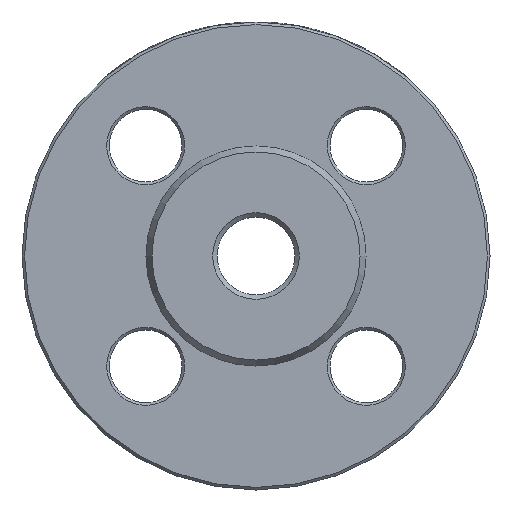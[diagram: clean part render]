
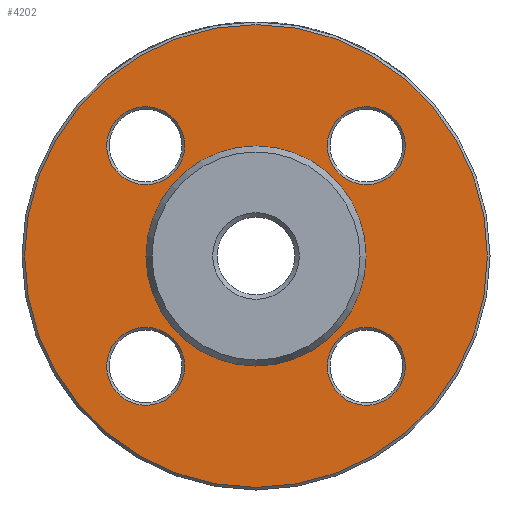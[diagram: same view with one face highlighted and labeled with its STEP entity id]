
A CAD part, left-side view. The second image highlights one B-rep face of the part: STEP entity #4202.
In plain terms, the highlighted planar face has unit normal (-1, 0, 0).
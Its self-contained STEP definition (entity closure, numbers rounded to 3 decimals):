
#132 = EDGE_LOOP ( 'NONE', ( #4096 ) ) ;
#143 = VERTEX_POINT ( 'NONE', #3807 ) ;
#177 = VERTEX_POINT ( 'NONE', #2984 ) ;
#253 = CARTESIAN_POINT ( 'NONE',  ( 2., -21.213, 21.213 ) ) ;
#333 = ORIENTED_EDGE ( 'NONE', *, *, #3993, .T. ) ;
#335 = ORIENTED_EDGE ( 'NONE', *, *, #801, .T. ) ;
#487 = AXIS2_PLACEMENT_3D ( 'NONE', #3670, #943, #3047 ) ;
#528 = CARTESIAN_POINT ( 'NONE',  ( 2., 21.213, 21.213 ) ) ;
#548 = VERTEX_POINT ( 'NONE', #5785 ) ;
#644 = EDGE_LOOP ( 'NONE', ( #1435 ) ) ;
#671 = CARTESIAN_POINT ( 'NONE',  ( 2., 0., 0. ) ) ;
#801 = EDGE_CURVE ( 'NONE', #143, #143, #4477, .T. ) ;
#816 = AXIS2_PLACEMENT_3D ( 'NONE', #671, #4293, #1187 ) ;
#855 = VERTEX_POINT ( 'NONE', #1400 ) ;
#919 = CIRCLE ( 'NONE', #816, 44.5 ) ;
#943 = DIRECTION ( 'NONE',  ( 1., 0., 0. ) ) ;
#1187 = DIRECTION ( 'NONE',  ( 0., 0., -1. ) ) ;
#1264 = DIRECTION ( 'NONE',  ( 1., 0., 0. ) ) ;
#1279 = PLANE ( 'NONE',  #3682 ) ;
#1376 = DIRECTION ( 'NONE',  ( 0., 0., 1. ) ) ;
#1400 = CARTESIAN_POINT ( 'NONE',  ( 2., 21.213, 13.713 ) ) ;
#1432 = CARTESIAN_POINT ( 'NONE',  ( 2., 0., -44.5 ) ) ;
#1435 = ORIENTED_EDGE ( 'NONE', *, *, #5348, .T. ) ;
#1781 = EDGE_CURVE ( 'NONE', #548, #548, #2499, .T. ) ;
#1799 = FACE_OUTER_BOUND ( 'NONE', #4436, .T. ) ;
#1834 = DIRECTION ( 'NONE',  ( -1., 0., 0. ) ) ;
#2055 = AXIS2_PLACEMENT_3D ( 'NONE', #3941, #1834, #1376 ) ;
#2214 = FACE_BOUND ( 'NONE', #3864, .T. ) ;
#2499 = CIRCLE ( 'NONE', #2055, 21.155 ) ;
#2596 = DIRECTION ( 'NONE',  ( 1., 0., 0. ) ) ;
#2647 = EDGE_CURVE ( 'NONE', #177, #177, #6610, .T. ) ;
#2919 = VERTEX_POINT ( 'NONE', #1432 ) ;
#2984 = CARTESIAN_POINT ( 'NONE',  ( 2., -21.213, -13.713 ) ) ;
#3047 = DIRECTION ( 'NONE',  ( 0., -1., 0. ) ) ;
#3245 = FACE_BOUND ( 'NONE', #644, .T. ) ;
#3363 = DIRECTION ( 'NONE',  ( 0., 1., 0. ) ) ;
#3380 = CARTESIAN_POINT ( 'NONE',  ( 2., 21.155, 0. ) ) ;
#3480 = DIRECTION ( 'NONE',  ( 0., 0., 1. ) ) ;
#3535 = CARTESIAN_POINT ( 'NONE',  ( 2., 13.713, -21.213 ) ) ;
#3670 = CARTESIAN_POINT ( 'NONE',  ( 2., 21.213, -21.213 ) ) ;
#3682 = AXIS2_PLACEMENT_3D ( 'NONE', #3380, #6514, #5483 ) ;
#3807 = CARTESIAN_POINT ( 'NONE',  ( 2., -13.713, 21.213 ) ) ;
#3864 = EDGE_LOOP ( 'NONE', ( #5962 ) ) ;
#3907 = FACE_BOUND ( 'NONE', #4563, .T. ) ;
#3941 = CARTESIAN_POINT ( 'NONE',  ( 2., 0., 0. ) ) ;
#3942 = CARTESIAN_POINT ( 'NONE',  ( 2., -21.213, -21.213 ) ) ;
#3992 = VERTEX_POINT ( 'NONE', #3535 ) ;
#3993 = EDGE_CURVE ( 'NONE', #2919, #2919, #919, .T. ) ;
#4096 = ORIENTED_EDGE ( 'NONE', *, *, #5350, .T. ) ;
#4197 = AXIS2_PLACEMENT_3D ( 'NONE', #3942, #5002, #3480 ) ;
#4202 = ADVANCED_FACE ( 'NONE', ( #3245, #2214, #6001, #4939, #1799, #3907 ), #1279, .F. ) ;
#4264 = EDGE_LOOP ( 'NONE', ( #335 ) ) ;
#4293 = DIRECTION ( 'NONE',  ( -1., 0., 0. ) ) ;
#4361 = CIRCLE ( 'NONE', #5452, 7.5 ) ;
#4436 = EDGE_LOOP ( 'NONE', ( #333 ) ) ;
#4477 = CIRCLE ( 'NONE', #6455, 7.5 ) ;
#4563 = EDGE_LOOP ( 'NONE', ( #6236 ) ) ;
#4939 = FACE_BOUND ( 'NONE', #132, .T. ) ;
#5002 = DIRECTION ( 'NONE',  ( 1., 0., 0. ) ) ;
#5348 = EDGE_CURVE ( 'NONE', #3992, #3992, #6649, .T. ) ;
#5350 = EDGE_CURVE ( 'NONE', #855, #855, #4361, .T. ) ;
#5452 = AXIS2_PLACEMENT_3D ( 'NONE', #528, #2596, #6700 ) ;
#5483 = DIRECTION ( 'NONE',  ( 0., 0., -1. ) ) ;
#5785 = CARTESIAN_POINT ( 'NONE',  ( 2., 0., 21.155 ) ) ;
#5962 = ORIENTED_EDGE ( 'NONE', *, *, #2647, .T. ) ;
#6001 = FACE_BOUND ( 'NONE', #4264, .T. ) ;
#6236 = ORIENTED_EDGE ( 'NONE', *, *, #1781, .F. ) ;
#6455 = AXIS2_PLACEMENT_3D ( 'NONE', #253, #1264, #3363 ) ;
#6514 = DIRECTION ( 'NONE',  ( 1., 0., 0. ) ) ;
#6610 = CIRCLE ( 'NONE', #4197, 7.5 ) ;
#6649 = CIRCLE ( 'NONE', #487, 7.5 ) ;
#6700 = DIRECTION ( 'NONE',  ( 0., 0., -1. ) ) ;
